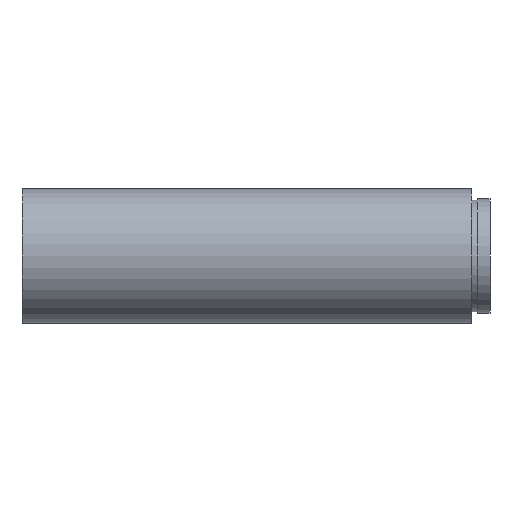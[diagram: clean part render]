
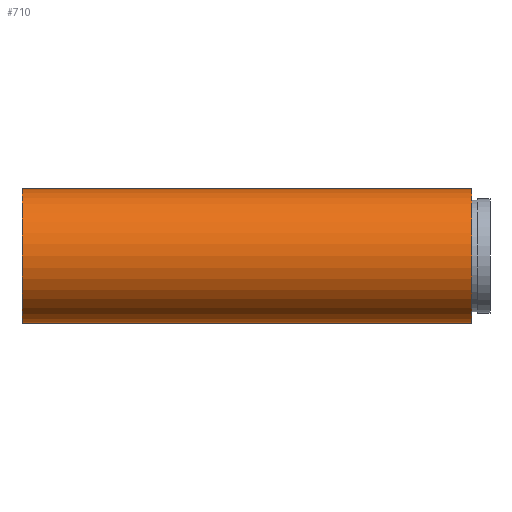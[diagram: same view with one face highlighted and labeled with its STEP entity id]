
A CAD part, front view. The second image highlights one B-rep face of the part: STEP entity #710.
In plain terms, the highlighted cylindrical face has radius 15 mm (diameter 30 mm), a partial arc.
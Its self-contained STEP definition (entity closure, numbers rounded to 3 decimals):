
#21 = CARTESIAN_POINT ( 'NONE',  ( 100., 0., 0. ) ) ;
#34 = DIRECTION ( 'NONE',  ( 0., 0., 1. ) ) ;
#39 = DIRECTION ( 'NONE',  ( -1., 0., 0. ) ) ;
#73 = ORIENTED_EDGE ( 'NONE', *, *, #512, .T. ) ;
#127 = CARTESIAN_POINT ( 'NONE',  ( 100., 0., -15. ) ) ;
#136 = DIRECTION ( 'NONE',  ( -1., 0., 0. ) ) ;
#158 = CIRCLE ( 'NONE', #601, 15. ) ;
#165 = CYLINDRICAL_SURFACE ( 'NONE', #383, 15. ) ;
#176 = ORIENTED_EDGE ( 'NONE', *, *, #330, .T. ) ;
#188 = CARTESIAN_POINT ( 'NONE',  ( -290.731, 0., 15. ) ) ;
#197 = EDGE_CURVE ( 'NONE', #293, #358, #158, .T. ) ;
#237 = FACE_OUTER_BOUND ( 'NONE', #796, .T. ) ;
#239 = ORIENTED_EDGE ( 'NONE', *, *, #615, .F. ) ;
#293 = VERTEX_POINT ( 'NONE', #529 ) ;
#330 = EDGE_CURVE ( 'NONE', #484, #447, #683, .T. ) ;
#333 = CARTESIAN_POINT ( 'NONE',  ( 0., 0., 15. ) ) ;
#358 = VERTEX_POINT ( 'NONE', #333 ) ;
#359 = DIRECTION ( 'NONE',  ( -1., 0., 0. ) ) ;
#377 = DIRECTION ( 'NONE',  ( -1., 0., 0. ) ) ;
#383 = AXIS2_PLACEMENT_3D ( 'NONE', #799, #39, #34 ) ;
#387 = AXIS2_PLACEMENT_3D ( 'NONE', #21, #400, #778 ) ;
#400 = DIRECTION ( 'NONE',  ( -1., 0., 0. ) ) ;
#445 = LINE ( 'NONE', #188, #758 ) ;
#447 = VERTEX_POINT ( 'NONE', #689 ) ;
#459 = CARTESIAN_POINT ( 'NONE',  ( -290.731, 0., -15. ) ) ;
#484 = VERTEX_POINT ( 'NONE', #127 ) ;
#512 = EDGE_CURVE ( 'NONE', #447, #358, #445, .T. ) ;
#529 = CARTESIAN_POINT ( 'NONE',  ( 0., 0., -15. ) ) ;
#601 = AXIS2_PLACEMENT_3D ( 'NONE', #802, #359, #732 ) ;
#615 = EDGE_CURVE ( 'NONE', #484, #293, #811, .T. ) ;
#638 = VECTOR ( 'NONE', #377, 1000. ) ;
#640 = ORIENTED_EDGE ( 'NONE', *, *, #197, .F. ) ;
#683 = CIRCLE ( 'NONE', #387, 15. ) ;
#689 = CARTESIAN_POINT ( 'NONE',  ( 100., 0., 15. ) ) ;
#710 = ADVANCED_FACE ( 'NONE', ( #237 ), #165, .T. ) ;
#732 = DIRECTION ( 'NONE',  ( 0., 0., 1. ) ) ;
#758 = VECTOR ( 'NONE', #136, 1000. ) ;
#778 = DIRECTION ( 'NONE',  ( 0., 0., 1. ) ) ;
#796 = EDGE_LOOP ( 'NONE', ( #239, #176, #73, #640 ) ) ;
#799 = CARTESIAN_POINT ( 'NONE',  ( -290.731, 0., 0. ) ) ;
#802 = CARTESIAN_POINT ( 'NONE',  ( 0., 0., 0. ) ) ;
#811 = LINE ( 'NONE', #459, #638 ) ;
